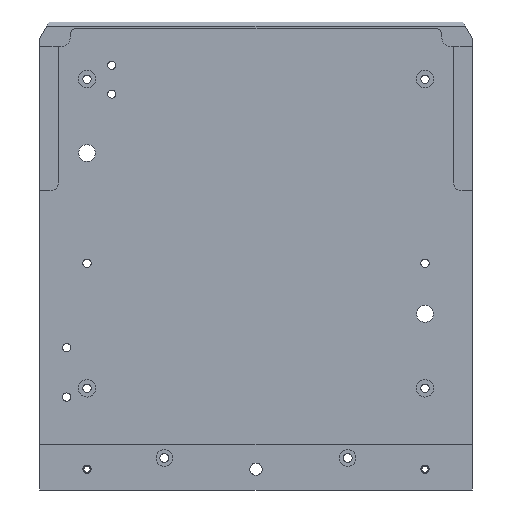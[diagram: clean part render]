
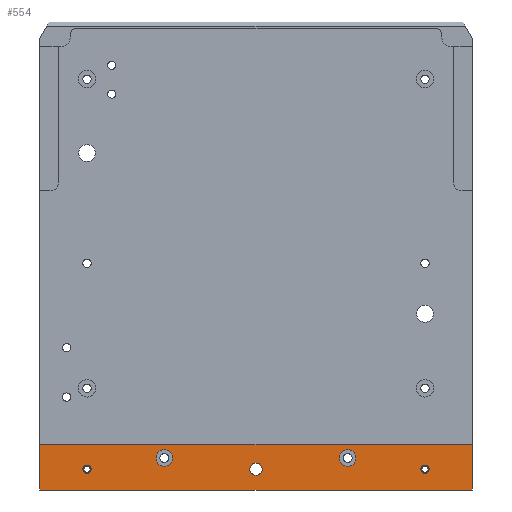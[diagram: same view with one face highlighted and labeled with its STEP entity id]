
A CAD part, front view. The second image highlights one B-rep face of the part: STEP entity #554.
In plain terms, the highlighted planar face has unit normal (0, -1, 0).
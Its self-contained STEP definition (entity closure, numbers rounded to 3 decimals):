
#6 = EDGE_LOOP ( 'NONE', ( #236, #1924 ) ) ;
#24 = CARTESIAN_POINT ( 'NONE',  ( -82., -4.3, -103.45 ) ) ;
#35 = LINE ( 'NONE', #858, #2245 ) ;
#93 = DIRECTION ( 'NONE',  ( 0., 0., -1. ) ) ;
#113 = DIRECTION ( 'NONE',  ( 0., 1., 0. ) ) ;
#128 = DIRECTION ( 'NONE',  ( 0., 0., 1. ) ) ;
#139 = ORIENTED_EDGE ( 'NONE', *, *, #2064, .F. ) ;
#159 = EDGE_CURVE ( 'NONE', #2231, #1311, #1581, .T. ) ;
#187 = DIRECTION ( 'NONE',  ( 0., 1., 0. ) ) ;
#212 = CARTESIAN_POINT ( 'NONE',  ( -105., -4.3, -113.55 ) ) ;
#236 = ORIENTED_EDGE ( 'NONE', *, *, #1507, .T. ) ;
#239 = CARTESIAN_POINT ( 'NONE',  ( -105., -4.3, -113.55 ) ) ;
#303 = FACE_BOUND ( 'NONE', #1305, .T. ) ;
#310 = CARTESIAN_POINT ( 'NONE',  ( 44.5, -4.3, -98. ) ) ;
#335 = VERTEX_POINT ( 'NONE', #2695 ) ;
#366 = CARTESIAN_POINT ( 'NONE',  ( 44.5, -4.3, -98. ) ) ;
#388 = CARTESIAN_POINT ( 'NONE',  ( -105., -4.3, -91.55 ) ) ;
#396 = CIRCLE ( 'NONE', #989, 2. ) ;
#438 = ORIENTED_EDGE ( 'NONE', *, *, #2238, .F. ) ;
#491 = EDGE_LOOP ( 'NONE', ( #1671, #139, #950, #2246 ) ) ;
#495 = AXIS2_PLACEMENT_3D ( 'NONE', #1864, #2042, #2272 ) ;
#502 = CIRCLE ( 'NONE', #1296, 4. ) ;
#541 = CARTESIAN_POINT ( 'NONE',  ( 0., -4.3, -100.45 ) ) ;
#545 = CARTESIAN_POINT ( 'NONE',  ( 82., -4.3, -103.45 ) ) ;
#554 = ADVANCED_FACE ( 'NONE', ( #1856, #2541, #2359, #919, #303, #2690 ), #1841, .F. ) ;
#561 = EDGE_CURVE ( 'NONE', #335, #842, #1786, .T. ) ;
#569 = CARTESIAN_POINT ( 'NONE',  ( 105., -4.3, -113.55 ) ) ;
#590 = VERTEX_POINT ( 'NONE', #746 ) ;
#596 = DIRECTION ( 'NONE',  ( 0., 0., -1. ) ) ;
#606 = DIRECTION ( 'NONE',  ( 0., 0., -1. ) ) ;
#608 = ORIENTED_EDGE ( 'NONE', *, *, #1002, .F. ) ;
#627 = ORIENTED_EDGE ( 'NONE', *, *, #1974, .F. ) ;
#653 = CARTESIAN_POINT ( 'NONE',  ( -105., -4.3, -91.55 ) ) ;
#659 = CIRCLE ( 'NONE', #2440, 2. ) ;
#669 = VERTEX_POINT ( 'NONE', #735 ) ;
#685 = VECTOR ( 'NONE', #1592, 1000. ) ;
#720 = DIRECTION ( 'NONE',  ( 1., 0., 0. ) ) ;
#727 = EDGE_CURVE ( 'NONE', #2230, #590, #659, .T. ) ;
#735 = CARTESIAN_POINT ( 'NONE',  ( 0., -4.3, -106.45 ) ) ;
#746 = CARTESIAN_POINT ( 'NONE',  ( 82., -4.3, -101.45 ) ) ;
#778 = DIRECTION ( 'NONE',  ( 0., -1., 0. ) ) ;
#813 = CARTESIAN_POINT ( 'NONE',  ( -44.5, -4.3, -102. ) ) ;
#842 = VERTEX_POINT ( 'NONE', #813 ) ;
#858 = CARTESIAN_POINT ( 'NONE',  ( 105., -4.3, -113.55 ) ) ;
#865 = CIRCLE ( 'NONE', #1286, 2. ) ;
#866 = CARTESIAN_POINT ( 'NONE',  ( -44.5, -4.3, -98. ) ) ;
#891 = DIRECTION ( 'NONE',  ( 0., 0., -1. ) ) ;
#919 = FACE_BOUND ( 'NONE', #2016, .T. ) ;
#944 = VECTOR ( 'NONE', #720, 1000. ) ;
#950 = ORIENTED_EDGE ( 'NONE', *, *, #2088, .F. ) ;
#954 = ORIENTED_EDGE ( 'NONE', *, *, #2007, .F. ) ;
#989 = AXIS2_PLACEMENT_3D ( 'NONE', #2476, #1073, #606 ) ;
#1002 = EDGE_CURVE ( 'NONE', #842, #335, #2348, .T. ) ;
#1010 = VERTEX_POINT ( 'NONE', #388 ) ;
#1073 = DIRECTION ( 'NONE',  ( 0., -1., 0. ) ) ;
#1145 = DIRECTION ( 'NONE',  ( 0., 0., -1. ) ) ;
#1147 = DIRECTION ( 'NONE',  ( 0., 1., 0. ) ) ;
#1190 = CARTESIAN_POINT ( 'NONE',  ( 44.5, -4.3, -102. ) ) ;
#1203 = CARTESIAN_POINT ( 'NONE',  ( -82., -4.3, -105.45 ) ) ;
#1228 = CARTESIAN_POINT ( 'NONE',  ( 82., -4.3, -103.45 ) ) ;
#1275 = CIRCLE ( 'NONE', #2905, 3. ) ;
#1286 = AXIS2_PLACEMENT_3D ( 'NONE', #24, #1867, #1145 ) ;
#1296 = AXIS2_PLACEMENT_3D ( 'NONE', #366, #1545, #596 ) ;
#1304 = LINE ( 'NONE', #212, #685 ) ;
#1305 = EDGE_LOOP ( 'NONE', ( #954, #1616 ) ) ;
#1311 = VERTEX_POINT ( 'NONE', #1190 ) ;
#1352 = DIRECTION ( 'NONE',  ( 1., 0., 0. ) ) ;
#1377 = VECTOR ( 'NONE', #1352, 1000. ) ;
#1449 = DIRECTION ( 'NONE',  ( 0., 0., -1. ) ) ;
#1507 = EDGE_CURVE ( 'NONE', #2316, #669, #2350, .T. ) ;
#1545 = DIRECTION ( 'NONE',  ( 0., -1., 0. ) ) ;
#1556 = LINE ( 'NONE', #2106, #944 ) ;
#1574 = DIRECTION ( 'NONE',  ( 0., -1., 0. ) ) ;
#1581 = CIRCLE ( 'NONE', #2258, 4. ) ;
#1592 = DIRECTION ( 'NONE',  ( 0., 0., 1. ) ) ;
#1616 = ORIENTED_EDGE ( 'NONE', *, *, #159, .F. ) ;
#1671 = ORIENTED_EDGE ( 'NONE', *, *, #1953, .T. ) ;
#1687 = DIRECTION ( 'NONE',  ( 0., 0., -1. ) ) ;
#1783 = AXIS2_PLACEMENT_3D ( 'NONE', #866, #1574, #891 ) ;
#1786 = CIRCLE ( 'NONE', #495, 4. ) ;
#1787 = DIRECTION ( 'NONE',  ( 0., 0., 1. ) ) ;
#1794 = ORIENTED_EDGE ( 'NONE', *, *, #2546, .F. ) ;
#1832 = VERTEX_POINT ( 'NONE', #2640 ) ;
#1834 = ORIENTED_EDGE ( 'NONE', *, *, #727, .F. ) ;
#1841 = PLANE ( 'NONE',  #2729 ) ;
#1856 = FACE_BOUND ( 'NONE', #6, .T. ) ;
#1863 = AXIS2_PLACEMENT_3D ( 'NONE', #2732, #187, #1787 ) ;
#1864 = CARTESIAN_POINT ( 'NONE',  ( -44.5, -4.3, -98. ) ) ;
#1867 = DIRECTION ( 'NONE',  ( 0., -1., 0. ) ) ;
#1894 = EDGE_CURVE ( 'NONE', #669, #2316, #1275, .T. ) ;
#1910 = VERTEX_POINT ( 'NONE', #569 ) ;
#1924 = ORIENTED_EDGE ( 'NONE', *, *, #1894, .T. ) ;
#1946 = VERTEX_POINT ( 'NONE', #2682 ) ;
#1953 = EDGE_CURVE ( 'NONE', #1910, #2679, #35, .T. ) ;
#1974 = EDGE_CURVE ( 'NONE', #2356, #1832, #396, .T. ) ;
#1983 = CARTESIAN_POINT ( 'NONE',  ( 105., -4.3, -91.55 ) ) ;
#2007 = EDGE_CURVE ( 'NONE', #1311, #2231, #502, .T. ) ;
#2016 = EDGE_LOOP ( 'NONE', ( #608, #2469 ) ) ;
#2042 = DIRECTION ( 'NONE',  ( 0., -1., 0. ) ) ;
#2064 = EDGE_CURVE ( 'NONE', #1010, #2679, #2716, .T. ) ;
#2088 = EDGE_CURVE ( 'NONE', #1946, #1010, #1304, .T. ) ;
#2095 = CARTESIAN_POINT ( 'NONE',  ( 82., -4.3, -105.45 ) ) ;
#2106 = CARTESIAN_POINT ( 'NONE',  ( -105., -4.3, -113.55 ) ) ;
#2165 = DIRECTION ( 'NONE',  ( 0., -1., 0. ) ) ;
#2181 = DIRECTION ( 'NONE',  ( 0., 0., 1. ) ) ;
#2191 = EDGE_CURVE ( 'NONE', #1946, #1910, #1556, .T. ) ;
#2230 = VERTEX_POINT ( 'NONE', #2095 ) ;
#2231 = VERTEX_POINT ( 'NONE', #2339 ) ;
#2238 = EDGE_CURVE ( 'NONE', #1832, #2356, #865, .T. ) ;
#2245 = VECTOR ( 'NONE', #128, 1000. ) ;
#2246 = ORIENTED_EDGE ( 'NONE', *, *, #2191, .T. ) ;
#2258 = AXIS2_PLACEMENT_3D ( 'NONE', #310, #2165, #1449 ) ;
#2272 = DIRECTION ( 'NONE',  ( 0., 0., -1. ) ) ;
#2316 = VERTEX_POINT ( 'NONE', #541 ) ;
#2339 = CARTESIAN_POINT ( 'NONE',  ( 44.5, -4.3, -94. ) ) ;
#2348 = CIRCLE ( 'NONE', #1783, 4. ) ;
#2350 = CIRCLE ( 'NONE', #1863, 3. ) ;
#2356 = VERTEX_POINT ( 'NONE', #1203 ) ;
#2359 = FACE_BOUND ( 'NONE', #2879, .T. ) ;
#2362 = AXIS2_PLACEMENT_3D ( 'NONE', #545, #778, #1687 ) ;
#2440 = AXIS2_PLACEMENT_3D ( 'NONE', #1228, #2864, #93 ) ;
#2469 = ORIENTED_EDGE ( 'NONE', *, *, #561, .F. ) ;
#2476 = CARTESIAN_POINT ( 'NONE',  ( -82., -4.3, -103.45 ) ) ;
#2541 = FACE_BOUND ( 'NONE', #2987, .T. ) ;
#2546 = EDGE_CURVE ( 'NONE', #590, #2230, #2597, .T. ) ;
#2597 = CIRCLE ( 'NONE', #2362, 2. ) ;
#2640 = CARTESIAN_POINT ( 'NONE',  ( -82., -4.3, -101.45 ) ) ;
#2679 = VERTEX_POINT ( 'NONE', #1983 ) ;
#2682 = CARTESIAN_POINT ( 'NONE',  ( -105., -4.3, -113.55 ) ) ;
#2690 = FACE_OUTER_BOUND ( 'NONE', #491, .T. ) ;
#2695 = CARTESIAN_POINT ( 'NONE',  ( -44.5, -4.3, -94. ) ) ;
#2716 = LINE ( 'NONE', #653, #1377 ) ;
#2729 = AXIS2_PLACEMENT_3D ( 'NONE', #239, #1147, #2999 ) ;
#2732 = CARTESIAN_POINT ( 'NONE',  ( 0., -4.3, -103.45 ) ) ;
#2850 = CARTESIAN_POINT ( 'NONE',  ( 0., -4.3, -103.45 ) ) ;
#2864 = DIRECTION ( 'NONE',  ( 0., -1., 0. ) ) ;
#2879 = EDGE_LOOP ( 'NONE', ( #627, #438 ) ) ;
#2905 = AXIS2_PLACEMENT_3D ( 'NONE', #2850, #113, #2181 ) ;
#2987 = EDGE_LOOP ( 'NONE', ( #1834, #1794 ) ) ;
#2999 = DIRECTION ( 'NONE',  ( 0., 0., 1. ) ) ;
